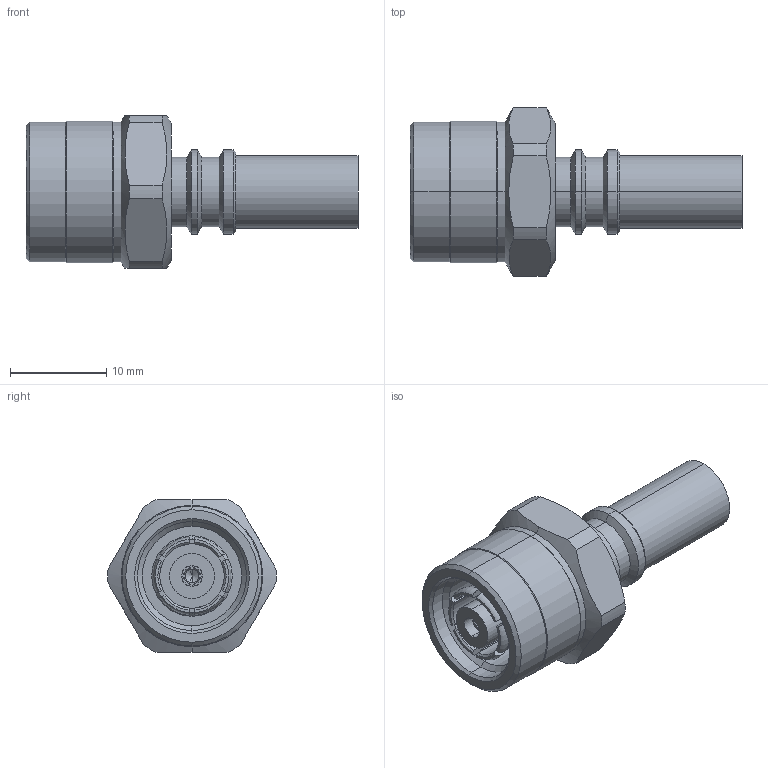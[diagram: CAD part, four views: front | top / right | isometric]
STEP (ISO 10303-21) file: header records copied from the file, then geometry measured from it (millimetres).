
FILE_DESCRIPTION (( 'STEP AP203' ), '1' );
FILE_NAME ('3190-2982.STEP', '2017-07-19T03:20:57', ( '' ), ( '' ), 'SwSTEP 2.0', 'SolidWorks 2017', '' );
FILE_SCHEMA (( 'CONFIG_CONTROL_DESIGN' ));
Length unit declared in the file: millimetre
Products named in the file (1): 3190-2982
Bounding box: 34.42 x 17.47 x 15.8 mm (x, y, z)
Volume: 2637.1 mm3; surface area: 3123.6 mm2
Topology: 1 solids, 1 shells, 164 faces, 408 edges, 257 vertices
Faces by surface type: plane 56, cylinder 54, cone 48, torus 6
Entity records: 5211 total; most frequent: CARTESIAN_POINT 1212, DIRECTION 848, ORIENTED_EDGE 812, EDGE_CURVE 406, AXIS2_PLACEMENT_3D 341, VERTEX_POINT 257, EDGE_LOOP 177, CIRCLE 176
